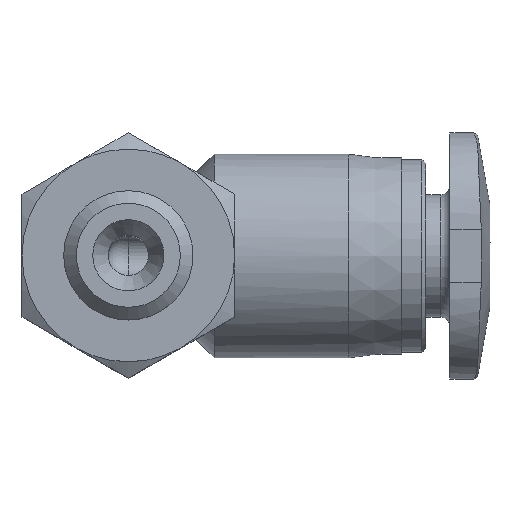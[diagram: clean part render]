
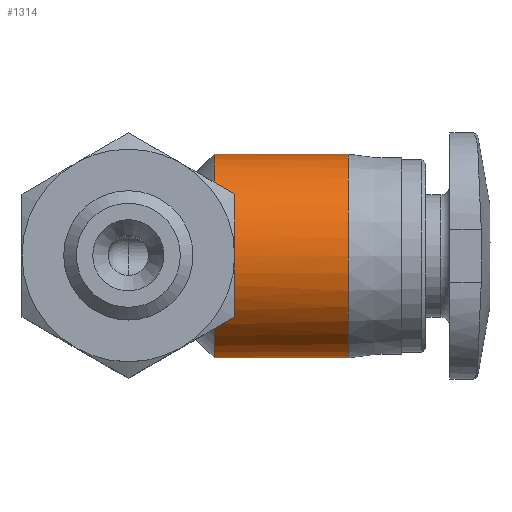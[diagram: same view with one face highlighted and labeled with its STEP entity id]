
A CAD part, top view. The second image highlights one B-rep face of the part: STEP entity #1314.
In plain terms, the highlighted cylindrical face has radius 3.8 mm (diameter 7.6 mm), a full revolution.
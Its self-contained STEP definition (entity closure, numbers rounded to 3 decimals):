
#27=ELLIPSE('',#1382,5.374,3.8);
#36=CYLINDRICAL_SURFACE('',#1427,3.8);
#129=CIRCLE('',#1377,3.8);
#130=CIRCLE('',#1379,3.8);
#151=CIRCLE('',#1428,3.8);
#152=CIRCLE('',#1429,3.8);
#329=ORIENTED_EDGE('',*,*,#505,.F.);
#330=ORIENTED_EDGE('',*,*,#506,.F.);
#331=ORIENTED_EDGE('',*,*,#451,.T.);
#332=ORIENTED_EDGE('',*,*,#453,.T.);
#333=ORIENTED_EDGE('',*,*,#449,.T.);
#334=ORIENTED_EDGE('',*,*,#507,.T.);
#335=ORIENTED_EDGE('',*,*,#508,.T.);
#449=EDGE_CURVE('',#557,#560,#129,.T.);
#451=EDGE_CURVE('',#561,#555,#130,.T.);
#453=EDGE_CURVE('',#555,#557,#27,.F.);
#505=EDGE_CURVE('',#595,#595,#151,.T.);
#506=EDGE_CURVE('',#561,#596,#621,.T.);
#507=EDGE_CURVE('',#560,#597,#622,.T.);
#508=EDGE_CURVE('',#597,#596,#152,.T.);
#555=VERTEX_POINT('',#1837);
#557=VERTEX_POINT('',#1852);
#560=VERTEX_POINT('',#1867);
#561=VERTEX_POINT('',#1874);
#595=VERTEX_POINT('',#2062);
#596=VERTEX_POINT('',#2064);
#597=VERTEX_POINT('',#2066);
#621=LINE('',#2063,#641);
#622=LINE('',#2065,#642);
#641=VECTOR('',#1656,1000.);
#642=VECTOR('',#1657,1000.);
#699=EDGE_LOOP('',(#329));
#700=EDGE_LOOP('',(#330,#331,#332,#333,#334,#335));
#785=FACE_BOUND('',#699,.T.);
#786=FACE_BOUND('',#700,.T.);
#1314=ADVANCED_FACE('',(#785,#786),#36,.T.);
#1377=AXIS2_PLACEMENT_3D('',#1868,#1544,#1545);
#1379=AXIS2_PLACEMENT_3D('',#1875,#1548,#1549);
#1382=AXIS2_PLACEMENT_3D('',#1879,#1554,#1555);
#1427=AXIS2_PLACEMENT_3D('',#2060,#1652,#1653);
#1428=AXIS2_PLACEMENT_3D('',#2061,#1654,#1655);
#1429=AXIS2_PLACEMENT_3D('',#2067,#1658,#1659);
#1544=DIRECTION('',(1.,0.,0.));
#1545=DIRECTION('',(0.,0.,-1.));
#1548=DIRECTION('',(1.,0.,0.));
#1549=DIRECTION('',(0.,0.,-1.));
#1554=DIRECTION('',(-0.707,0.,0.707));
#1555=DIRECTION('',(0.707,0.,0.707));
#1652=DIRECTION('',(1.,0.,0.));
#1653=DIRECTION('',(0.,0.,-1.));
#1654=DIRECTION('',(1.,0.,0.));
#1655=DIRECTION('',(0.,0.,-1.));
#1656=DIRECTION('',(-1.,0.,0.));
#1657=DIRECTION('',(-1.,0.,0.));
#1658=DIRECTION('',(1.,0.,0.));
#1659=DIRECTION('',(0.,0.,-1.));
#1837=CARTESIAN_POINT('',(3.2,2.049,3.2));
#1852=CARTESIAN_POINT('',(3.2,-2.049,3.2));
#1867=CARTESIAN_POINT('',(3.2,-0.75,-3.725));
#1868=CARTESIAN_POINT('',(3.2,0.,0.));
#1874=CARTESIAN_POINT('',(3.2,0.75,-3.725));
#1875=CARTESIAN_POINT('',(3.2,0.,0.));
#1879=CARTESIAN_POINT('',(0.,0.,0.));
#2060=CARTESIAN_POINT('',(13.5,0.,0.));
#2061=CARTESIAN_POINT('',(8.2,0.,0.));
#2062=CARTESIAN_POINT('',(8.2,0.,-3.8));
#2063=CARTESIAN_POINT('',(3.2,0.75,-3.725));
#2064=CARTESIAN_POINT('',(0.,0.75,-3.725));
#2065=CARTESIAN_POINT('',(3.2,-0.75,-3.725));
#2066=CARTESIAN_POINT('',(0.,-0.75,-3.725));
#2067=CARTESIAN_POINT('',(0.,0.,0.));
